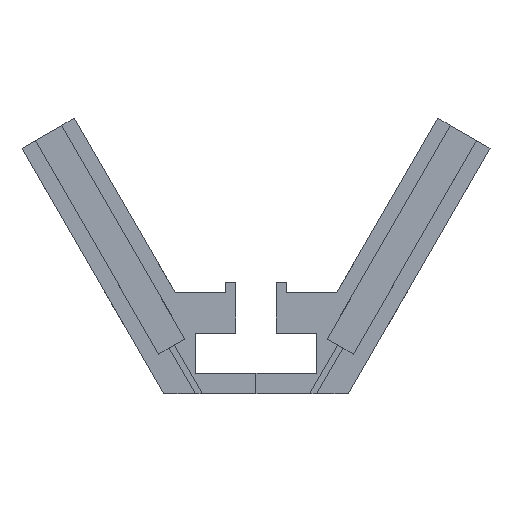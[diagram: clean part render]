
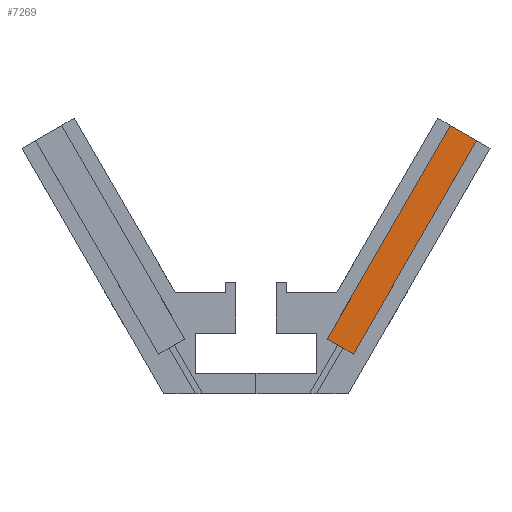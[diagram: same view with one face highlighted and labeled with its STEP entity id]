
A CAD part, top view. The second image highlights one B-rep face of the part: STEP entity #7269.
In plain terms, the highlighted planar face has unit normal (0, 0, 1).
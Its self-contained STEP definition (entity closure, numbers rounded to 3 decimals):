
#824 = PLANE('',#825);
#825 = AXIS2_PLACEMENT_3D('',#826,#827,#828);
#826 = CARTESIAN_POINT('',(90.,136.603,0.));
#827 = DIRECTION('',(0.5,0.866,0.));
#828 = DIRECTION('',(0.866,-0.5,0.));
#852 = PLANE('',#853);
#853 = AXIS2_PLACEMENT_3D('',#854,#855,#856);
#854 = CARTESIAN_POINT('',(96.356,132.933,65.));
#855 = DIRECTION('',(-0.866,0.5,0.));
#856 = DIRECTION('',(0.,0.,1.));
#880 = PLANE('',#881);
#881 = AXIS2_PLACEMENT_3D('',#882,#883,#884);
#882 = CARTESIAN_POINT('',(41.727,23.311,72.5));
#883 = DIRECTION('',(0.5,0.866,0.));
#884 = DIRECTION('',(0.866,-0.5,0.));
#3401 = VERTEX_POINT('',#3402);
#3402 = CARTESIAN_POINT('',(35.231,27.061,65.));
#3495 = VERTEX_POINT('',#3496);
#3496 = CARTESIAN_POINT('',(48.222,19.561,65.));
#3510 = PLANE('',#3511);
#3511 = AXIS2_PLACEMENT_3D('',#3512,#3513,#3514);
#3512 = CARTESIAN_POINT('',(109.347,125.433,80.));
#3513 = DIRECTION('',(0.866,-0.5,0.));
#3514 = DIRECTION('',(0.,0.,-1.));
#3522 = EDGE_CURVE('',#3495,#3401,#3523,.T.);
#3523 = SURFACE_CURVE('',#3524,(#3528,#3535),.PCURVE_S1.);
#3524 = LINE('',#3525,#3526);
#3525 = CARTESIAN_POINT('',(48.222,19.561,65.));
#3526 = VECTOR('',#3527,1.);
#3527 = DIRECTION('',(-0.866,0.5,0.));
#3528 = PCURVE('',#880,#3529);
#3529 = DEFINITIONAL_REPRESENTATION('',(#3530),#3534);
#3530 = LINE('',#3531,#3532);
#3531 = CARTESIAN_POINT('',(7.5,7.5));
#3532 = VECTOR('',#3533,1.);
#3533 = DIRECTION('',(-1.,0.));
#3534 = ( GEOMETRIC_REPRESENTATION_CONTEXT(2) 
PARAMETRIC_REPRESENTATION_CONTEXT() REPRESENTATION_CONTEXT('2D SPACE',''
  ) );
#3535 = PCURVE('',#3536,#3541);
#3536 = PLANE('',#3537);
#3537 = AXIS2_PLACEMENT_3D('',#3538,#3539,#3540);
#3538 = CARTESIAN_POINT('',(109.347,125.433,65.));
#3539 = DIRECTION('',(0.,0.,-1.));
#3540 = DIRECTION('',(-0.866,0.5,0.));
#3541 = DEFINITIONAL_REPRESENTATION('',(#3542),#3546);
#3542 = LINE('',#3543,#3544);
#3543 = CARTESIAN_POINT('',(-0.,-122.25));
#3544 = VECTOR('',#3545,1.);
#3545 = DIRECTION('',(1.,0.));
#3546 = ( GEOMETRIC_REPRESENTATION_CONTEXT(2) 
PARAMETRIC_REPRESENTATION_CONTEXT() REPRESENTATION_CONTEXT('2D SPACE',''
  ) );
#3551 = EDGE_CURVE('',#3552,#3401,#3554,.T.);
#3552 = VERTEX_POINT('',#3553);
#3553 = CARTESIAN_POINT('',(96.356,132.933,65.));
#3554 = SURFACE_CURVE('',#3555,(#3559,#3566),.PCURVE_S1.);
#3555 = LINE('',#3556,#3557);
#3556 = CARTESIAN_POINT('',(96.356,132.933,65.));
#3557 = VECTOR('',#3558,1.);
#3558 = DIRECTION('',(-0.5,-0.866,0.));
#3559 = PCURVE('',#852,#3560);
#3560 = DEFINITIONAL_REPRESENTATION('',(#3561),#3565);
#3561 = LINE('',#3562,#3563);
#3562 = CARTESIAN_POINT('',(0.,0.));
#3563 = VECTOR('',#3564,1.);
#3564 = DIRECTION('',(0.,-1.));
#3565 = ( GEOMETRIC_REPRESENTATION_CONTEXT(2) 
PARAMETRIC_REPRESENTATION_CONTEXT() REPRESENTATION_CONTEXT('2D SPACE',''
  ) );
#3566 = PCURVE('',#3536,#3567);
#3567 = DEFINITIONAL_REPRESENTATION('',(#3568),#3572);
#3568 = LINE('',#3569,#3570);
#3569 = CARTESIAN_POINT('',(15.,0.));
#3570 = VECTOR('',#3571,1.);
#3571 = DIRECTION('',(-0.,-1.));
#3572 = ( GEOMETRIC_REPRESENTATION_CONTEXT(2) 
PARAMETRIC_REPRESENTATION_CONTEXT() REPRESENTATION_CONTEXT('2D SPACE',''
  ) );
#3626 = EDGE_CURVE('',#3627,#3552,#3629,.T.);
#3627 = VERTEX_POINT('',#3628);
#3628 = CARTESIAN_POINT('',(109.347,125.433,65.));
#3629 = SURFACE_CURVE('',#3630,(#3634,#3641),.PCURVE_S1.);
#3630 = LINE('',#3631,#3632);
#3631 = CARTESIAN_POINT('',(109.347,125.433,65.));
#3632 = VECTOR('',#3633,1.);
#3633 = DIRECTION('',(-0.866,0.5,0.));
#3634 = PCURVE('',#824,#3635);
#3635 = DEFINITIONAL_REPRESENTATION('',(#3636),#3640);
#3636 = LINE('',#3637,#3638);
#3637 = CARTESIAN_POINT('',(22.34,-65.));
#3638 = VECTOR('',#3639,1.);
#3639 = DIRECTION('',(-1.,0.));
#3640 = ( GEOMETRIC_REPRESENTATION_CONTEXT(2) 
PARAMETRIC_REPRESENTATION_CONTEXT() REPRESENTATION_CONTEXT('2D SPACE',''
  ) );
#3641 = PCURVE('',#3536,#3642);
#3642 = DEFINITIONAL_REPRESENTATION('',(#3643),#3647);
#3643 = LINE('',#3644,#3645);
#3644 = CARTESIAN_POINT('',(0.,0.));
#3645 = VECTOR('',#3646,1.);
#3646 = DIRECTION('',(1.,0.));
#3647 = ( GEOMETRIC_REPRESENTATION_CONTEXT(2) 
PARAMETRIC_REPRESENTATION_CONTEXT() REPRESENTATION_CONTEXT('2D SPACE',''
  ) );
#7269 = ADVANCED_FACE('',(#7270),#3536,.F.);
#7270 = FACE_BOUND('',#7271,.F.);
#7271 = EDGE_LOOP('',(#7272,#7293,#7294,#7295));
#7272 = ORIENTED_EDGE('',*,*,#7273,.T.);
#7273 = EDGE_CURVE('',#3627,#3495,#7274,.T.);
#7274 = SURFACE_CURVE('',#7275,(#7279,#7286),.PCURVE_S1.);
#7275 = LINE('',#7276,#7277);
#7276 = CARTESIAN_POINT('',(109.347,125.433,65.));
#7277 = VECTOR('',#7278,1.);
#7278 = DIRECTION('',(-0.5,-0.866,0.));
#7279 = PCURVE('',#3536,#7280);
#7280 = DEFINITIONAL_REPRESENTATION('',(#7281),#7285);
#7281 = LINE('',#7282,#7283);
#7282 = CARTESIAN_POINT('',(0.,0.));
#7283 = VECTOR('',#7284,1.);
#7284 = DIRECTION('',(-0.,-1.));
#7285 = ( GEOMETRIC_REPRESENTATION_CONTEXT(2) 
PARAMETRIC_REPRESENTATION_CONTEXT() REPRESENTATION_CONTEXT('2D SPACE',''
  ) );
#7286 = PCURVE('',#3510,#7287);
#7287 = DEFINITIONAL_REPRESENTATION('',(#7288),#7292);
#7288 = LINE('',#7289,#7290);
#7289 = CARTESIAN_POINT('',(15.,0.));
#7290 = VECTOR('',#7291,1.);
#7291 = DIRECTION('',(0.,-1.));
#7292 = ( GEOMETRIC_REPRESENTATION_CONTEXT(2) 
PARAMETRIC_REPRESENTATION_CONTEXT() REPRESENTATION_CONTEXT('2D SPACE',''
  ) );
#7293 = ORIENTED_EDGE('',*,*,#3522,.T.);
#7294 = ORIENTED_EDGE('',*,*,#3551,.F.);
#7295 = ORIENTED_EDGE('',*,*,#3626,.F.);
